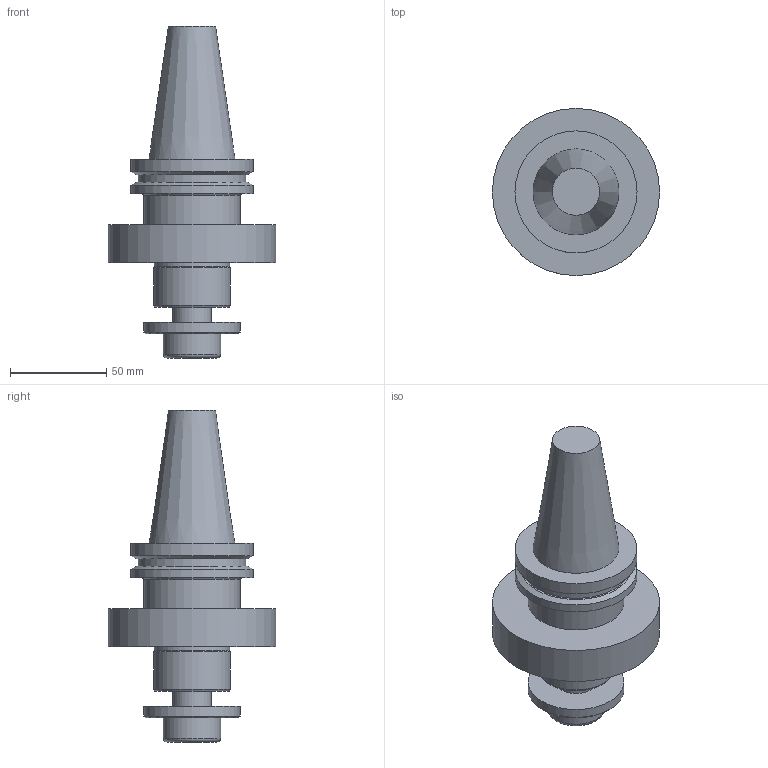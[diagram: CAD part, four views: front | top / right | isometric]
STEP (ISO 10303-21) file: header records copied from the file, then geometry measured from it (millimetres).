
FILE_DESCRIPTION(/* description */ ('3-D model version:1'),/* implementation_level */ '2;1');
FILE_NAME(/* name */ '392.54005C4040055M',/* time_stamp */ '2016-12-02T14:00:26',/* author */ ('InteractiveCad'),/* organization */ ('AB Sandvik Coromant'),/* preprocessor_version */ 'ST-DEVELOPER v11',/* originating_system */ 'SIEMENS UGS NX 6.0',/* authorization */ '');
FILE_SCHEMA(('AUTOMOTIVE_DESIGN'));
Length unit declared in the file: millimetre
Products named in the file (1): 392.54005C4040055M_635398899226615284_1_stp
Bounding box: 87 x 87 x 172.75 mm (x, y, z)
Volume: 321133.6 mm3; surface area: 43432.9 mm2
Topology: 1 solids, 1 shells, 36 faces, 59 edges, 35 vertices
Faces by surface type: plane 12, cylinder 12, cone 9, torus 3
Full cylindrical faces by diameter (mm): 20 x1, 21 x2, 29.835 x1, 39.292 x1, 39.992 x1, 50 x2, 56 x1, 63.5 x2, 87 x1
Entity records: 752 total; most frequent: DIRECTION 150, CARTESIAN_POINT 110, AXIS2_PLACEMENT_3D 75, EDGE_LOOP 70, ORIENTED_EDGE 70, FACE_BOUND 68, ADVANCED_FACE 36, VERTEX_POINT 35
